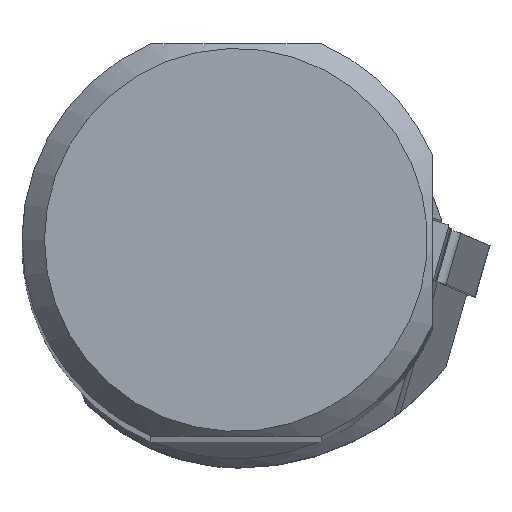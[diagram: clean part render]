
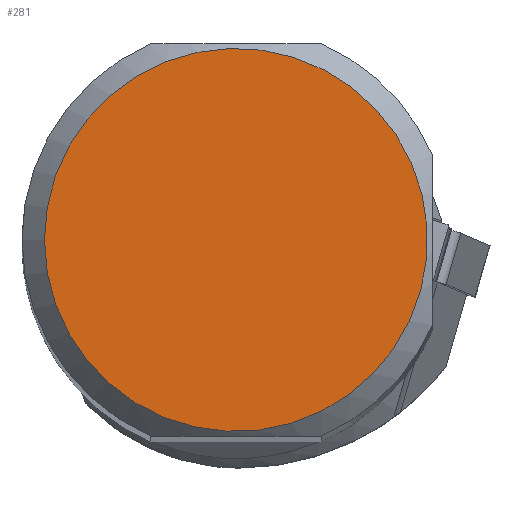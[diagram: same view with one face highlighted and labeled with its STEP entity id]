
A CAD part, top view. The second image highlights one B-rep face of the part: STEP entity #281.
In plain terms, the highlighted planar face has unit normal (0, 0, 1).
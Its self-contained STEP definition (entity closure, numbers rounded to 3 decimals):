
#198=FACE_OUTER_BOUND('',#682,.T.);
#281=ADVANCED_FACE('CU_SU_BP3',(#198),#343,.T.);
#343=PLANE('',#1793);
#682=EDGE_LOOP('',(#950));
#950=ORIENTED_EDGE('',*,*,#1483,.F.);
#1293=VERTEX_POINT('',#2752);
#1483=EDGE_CURVE('',#1293,#1293,#1598,.T.);
#1598=CIRCLE('',#1791,17.039);
#1791=AXIS2_PLACEMENT_3D('',#2751,#2119,#2120);
#1793=AXIS2_PLACEMENT_3D('',#2754,#2123,#2124);
#2119=DIRECTION('',(0.,0.,-1.));
#2120=DIRECTION('',(-1.,0.,0.));
#2123=DIRECTION('',(0.,0.,1.));
#2124=DIRECTION('',(-1.,0.,0.));
#2751=CARTESIAN_POINT('',(0.,0.,0.));
#2752=CARTESIAN_POINT('',(-17.039,0.,0.));
#2754=CARTESIAN_POINT('',(0.,0.,0.));
